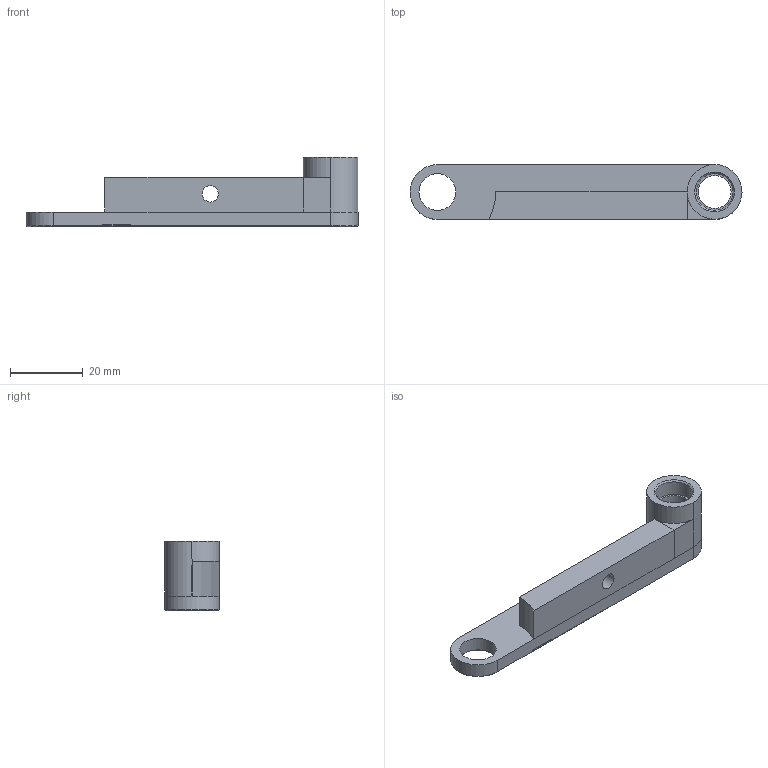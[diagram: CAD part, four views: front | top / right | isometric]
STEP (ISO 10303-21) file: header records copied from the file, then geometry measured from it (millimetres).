
FILE_DESCRIPTION(('FreeCAD Model'),'2;1');
FILE_NAME('Open CASCADE Shape Model','2025-08-15T18:41:31',(''),(''), 'Open CASCADE STEP processor 7.8','FreeCAD','Unknown');
FILE_SCHEMA(('AUTOMOTIVE_DESIGN { 1 0 10303 214 1 1 1 1 }'));
Length unit declared in the file: millimetre
Products named in the file (5): Arm_multicolor; Arm_goose_outline; Arm_goose_cheek; Arm_goose_eye; Arm_base_HSI
Assembly tree (4 placements, depth 2):
  Arm_multicolor
    Arm_goose_outline
    Arm_goose_cheek
    Arm_goose_eye
    Arm_base_HSI
Bounding box: 91 x 15 x 19 mm (x, y, z)
Volume: 9921.4 mm3; surface area: 6186.6 mm2
Topology: 4 solids, 4 shells, 271 faces, 765 edges, 505 vertices
Faces by surface type: extrusion 220, plane 35, cylinder 10, cone 6
Full cylindrical faces by diameter (mm): 4.5 x1, 9 x1, 10.1 x3
Entity records: 20358 total; most frequent: CARTESIAN_POINT 6655, DIRECTION 1714, VECTOR 1542, ORIENTED_EDGE 1530, PCURVE 1530, DEFINITIONAL_REPRESENTATION 1530, LINE 1322, B_SPLINE_CURVE_WITH_KNOTS 1148
